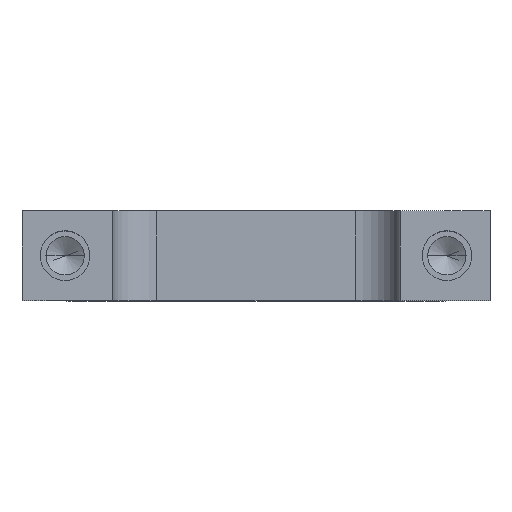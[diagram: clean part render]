
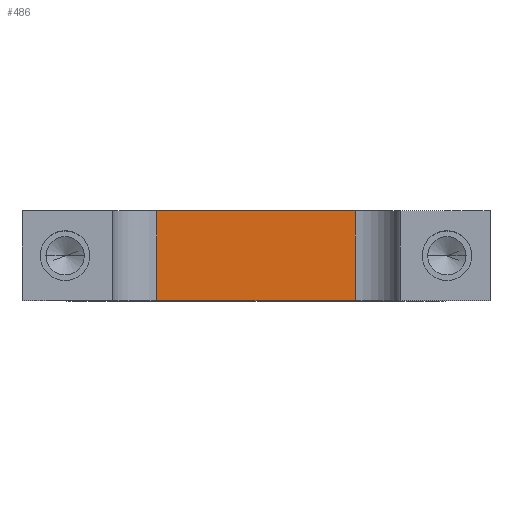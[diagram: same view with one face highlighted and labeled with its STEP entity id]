
A CAD part, top view. The second image highlights one B-rep face of the part: STEP entity #486.
In plain terms, the highlighted planar face has unit normal (0, 0, 1).
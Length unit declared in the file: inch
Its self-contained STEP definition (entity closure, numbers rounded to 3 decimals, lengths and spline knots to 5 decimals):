
#29 = VECTOR ( 'NONE', #853, 39.37008 ) ;
#69 = EDGE_LOOP ( 'NONE', ( #494, #1151, #1094, #728 ) ) ;
#76 = LINE ( 'NONE', #1577, #29 ) ;
#87 = VERTEX_POINT ( 'NONE', #390 ) ;
#221 = CARTESIAN_POINT ( 'NONE',  ( 0.276, 0., 0.55 ) ) ;
#242 = VERTEX_POINT ( 'NONE', #299 ) ;
#281 = VECTOR ( 'NONE', #736, 39.37008 ) ;
#297 = EDGE_CURVE ( 'NONE', #242, #1314, #324, .T. ) ;
#299 = CARTESIAN_POINT ( 'NONE',  ( -0.276, 0.25, 0.55 ) ) ;
#317 = DIRECTION ( 'NONE',  ( 1., 0., 0. ) ) ;
#324 = LINE ( 'NONE', #1297, #1257 ) ;
#390 = CARTESIAN_POINT ( 'NONE',  ( -0.276, 0., 0.55 ) ) ;
#462 = EDGE_CURVE ( 'NONE', #87, #1262, #1396, .T. ) ;
#476 = CARTESIAN_POINT ( 'NONE',  ( 0.276, 0.25, 0.55 ) ) ;
#479 = DIRECTION ( 'NONE',  ( -1., 0., 0. ) ) ;
#486 = ADVANCED_FACE ( 'NONE', ( #1008 ), #1066, .F. ) ;
#494 = ORIENTED_EDGE ( 'NONE', *, *, #462, .T. ) ;
#511 = EDGE_CURVE ( 'NONE', #242, #87, #76, .T. ) ;
#524 = EDGE_CURVE ( 'NONE', #1314, #1262, #980, .T. ) ;
#589 = CARTESIAN_POINT ( 'NONE',  ( -0.276, 0.25, 0.55 ) ) ;
#728 = ORIENTED_EDGE ( 'NONE', *, *, #511, .T. ) ;
#736 = DIRECTION ( 'NONE',  ( 0., -1., 0. ) ) ;
#747 = VECTOR ( 'NONE', #945, 39.37008 ) ;
#853 = DIRECTION ( 'NONE',  ( 0., -1., 0. ) ) ;
#945 = DIRECTION ( 'NONE',  ( 1., 0., 0. ) ) ;
#964 = CARTESIAN_POINT ( 'NONE',  ( 0.276, 0.25, 0.55 ) ) ;
#980 = LINE ( 'NONE', #964, #281 ) ;
#1008 = FACE_OUTER_BOUND ( 'NONE', #69, .T. ) ;
#1058 = CARTESIAN_POINT ( 'NONE',  ( -0.276, 0., 0.55 ) ) ;
#1066 = PLANE ( 'NONE',  #1583 ) ;
#1094 = ORIENTED_EDGE ( 'NONE', *, *, #297, .F. ) ;
#1151 = ORIENTED_EDGE ( 'NONE', *, *, #524, .F. ) ;
#1199 = DIRECTION ( 'NONE',  ( 0., 0., -1. ) ) ;
#1257 = VECTOR ( 'NONE', #317, 39.37008 ) ;
#1262 = VERTEX_POINT ( 'NONE', #221 ) ;
#1297 = CARTESIAN_POINT ( 'NONE',  ( -0.276, 0.25, 0.55 ) ) ;
#1314 = VERTEX_POINT ( 'NONE', #476 ) ;
#1396 = LINE ( 'NONE', #1058, #747 ) ;
#1577 = CARTESIAN_POINT ( 'NONE',  ( -0.276, 0.25, 0.55 ) ) ;
#1583 = AXIS2_PLACEMENT_3D ( 'NONE', #589, #1199, #479 ) ;
